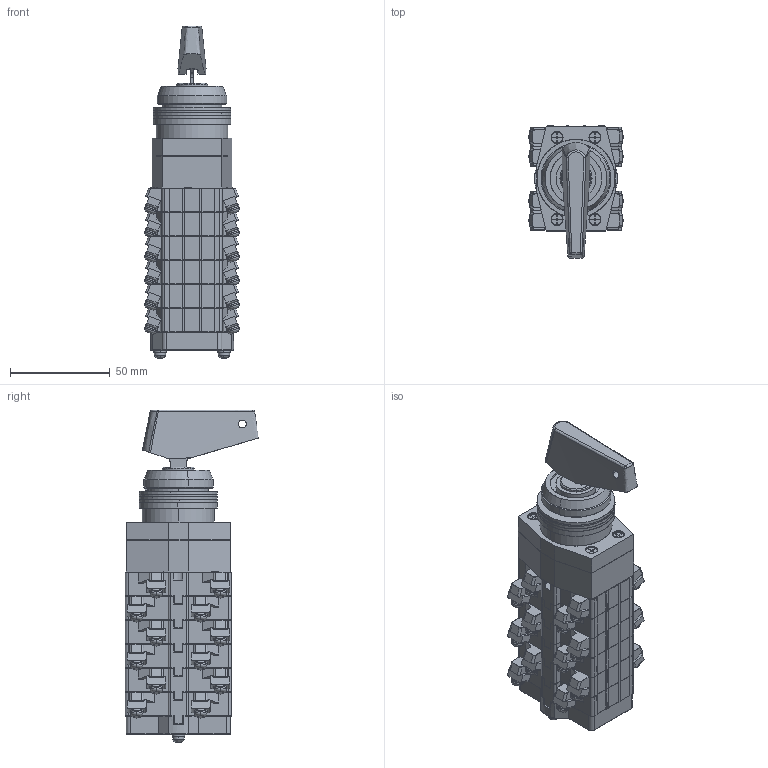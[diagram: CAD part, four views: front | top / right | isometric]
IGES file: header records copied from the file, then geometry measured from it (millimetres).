
Start section: SolidWorks IGES file using analytic representation for surfaces
Global section: file name: 21_ACSNK-6$$-H2B-(C$$$$)_rev0.0.IGS; native system: SolidWorks 2019; preprocessor: SolidWorks 2019; author: 1003643; date: 220525.130309; units: millimetre
Bounding box: 47.24 x 66.54 x 166 mm (x, y, z)
Surface area: 79516.5 mm2 (no closed solid volume)
Topology: 0 solids, 0 shells, 2369 faces, 21565 edges, 21561 vertices
Faces by surface type: bspline 1736, revolution 633
